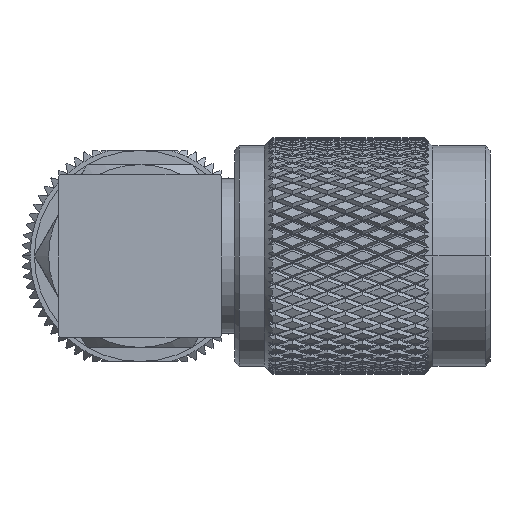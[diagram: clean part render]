
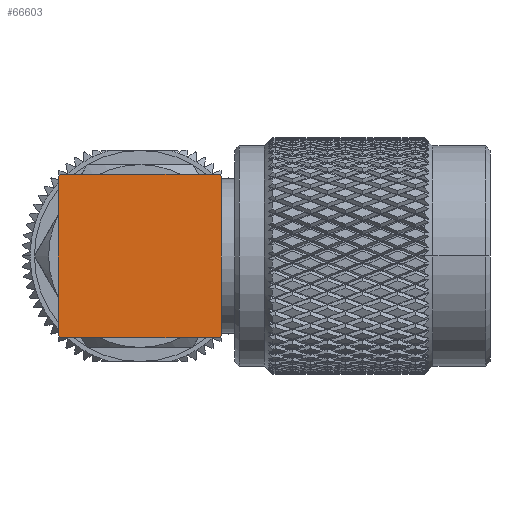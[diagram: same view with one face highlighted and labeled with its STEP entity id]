
A CAD part, left-side view. The second image highlights one B-rep face of the part: STEP entity #66603.
In plain terms, the highlighted face is planar.
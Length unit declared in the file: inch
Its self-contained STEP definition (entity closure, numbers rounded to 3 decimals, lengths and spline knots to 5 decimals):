
#716 = AXIS2_PLACEMENT_3D ( 'NONE', #6200, #87921, #15396 ) ;
#5264 = FACE_OUTER_BOUND ( 'NONE', #67073, .T. ) ;
#6200 = CARTESIAN_POINT ( 'NONE',  ( 1.035, 0.197, -0.189 ) ) ;
#6383 = CARTESIAN_POINT ( 'NONE',  ( 0.649, 0.197, 0.197 ) ) ;
#6745 = DIRECTION ( 'NONE',  ( 0., 0., -1. ) ) ;
#6888 = LINE ( 'NONE', #6383, #101456 ) ;
#8089 = VERTEX_POINT ( 'NONE', #103284 ) ;
#8993 = ORIENTED_EDGE ( 'NONE', *, *, #50281, .F. ) ;
#9662 = CARTESIAN_POINT ( 'NONE',  ( 0.657, 0.197, 0.189 ) ) ;
#9960 = VERTEX_POINT ( 'NONE', #117462 ) ;
#11421 = CIRCLE ( 'NONE', #118817, 0.008 ) ;
#15017 = CIRCLE ( 'NONE', #716, 0.008 ) ;
#15396 = DIRECTION ( 'NONE',  ( 0., 0., -1. ) ) ;
#18252 = VERTEX_POINT ( 'NONE', #38657 ) ;
#22246 = LINE ( 'NONE', #105252, #53902 ) ;
#25566 = CARTESIAN_POINT ( 'NONE',  ( 0.657, 0.197, -0.197 ) ) ;
#26548 = CARTESIAN_POINT ( 'NONE',  ( 1.043, 0.197, 0.189 ) ) ;
#26883 = DIRECTION ( 'NONE',  ( 0., 1., 0. ) ) ;
#29465 = EDGE_CURVE ( 'NONE', #43984, #9960, #118766, .T. ) ;
#29854 = CIRCLE ( 'NONE', #84439, 0.008 ) ;
#30369 = ORIENTED_EDGE ( 'NONE', *, *, #63188, .T. ) ;
#31351 = CARTESIAN_POINT ( 'NONE',  ( 0.649, 0.197, 0.197 ) ) ;
#33125 = DIRECTION ( 'NONE',  ( 1., 0., 0. ) ) ;
#33900 = ORIENTED_EDGE ( 'NONE', *, *, #29465, .T. ) ;
#38657 = CARTESIAN_POINT ( 'NONE',  ( 1.035, 0.197, 0.197 ) ) ;
#39563 = DIRECTION ( 'NONE',  ( 0., 1., 0. ) ) ;
#41919 = AXIS2_PLACEMENT_3D ( 'NONE', #31351, #59473, #97053 ) ;
#43984 = VERTEX_POINT ( 'NONE', #26548 ) ;
#46130 = ORIENTED_EDGE ( 'NONE', *, *, #99278, .F. ) ;
#49058 = DIRECTION ( 'NONE',  ( 0., 1., 0. ) ) ;
#50281 = EDGE_CURVE ( 'NONE', #84216, #79141, #22246, .T. ) ;
#51587 = EDGE_CURVE ( 'NONE', #71225, #18252, #100960, .T. ) ;
#53902 = VECTOR ( 'NONE', #33125, 39.37008 ) ;
#58000 = DIRECTION ( 'NONE',  ( 0., 0., -1. ) ) ;
#59301 = CARTESIAN_POINT ( 'NONE',  ( 1.035, 0.197, -0.197 ) ) ;
#59473 = DIRECTION ( 'NONE',  ( 0., -1., 0. ) ) ;
#62333 = CARTESIAN_POINT ( 'NONE',  ( 0.649, 0.197, 0.189 ) ) ;
#63188 = EDGE_CURVE ( 'NONE', #84216, #8089, #11421, .T. ) ;
#64956 = DIRECTION ( 'NONE',  ( 0., 0., -1. ) ) ;
#66603 = ADVANCED_FACE ( 'NONE', ( #5264 ), #77021, .F. ) ;
#67073 = EDGE_LOOP ( 'NONE', ( #79911, #104435, #33900, #93653, #8993, #30369, #46130, #105249 ) ) ;
#68242 = EDGE_CURVE ( 'NONE', #9960, #79141, #15017, .T. ) ;
#71225 = VERTEX_POINT ( 'NONE', #108806 ) ;
#75926 = CARTESIAN_POINT ( 'NONE',  ( 1.035, 0.197, 0.189 ) ) ;
#77021 = PLANE ( 'NONE',  #41919 ) ;
#78471 = DIRECTION ( 'NONE',  ( 0., 0., -1. ) ) ;
#79141 = VERTEX_POINT ( 'NONE', #59301 ) ;
#79911 = ORIENTED_EDGE ( 'NONE', *, *, #51587, .T. ) ;
#80026 = CARTESIAN_POINT ( 'NONE',  ( 1.043, 0.197, 0.197 ) ) ;
#80465 = AXIS2_PLACEMENT_3D ( 'NONE', #9662, #26883, #64956 ) ;
#81611 = VECTOR ( 'NONE', #6745, 39.37008 ) ;
#84216 = VERTEX_POINT ( 'NONE', #25566 ) ;
#84439 = AXIS2_PLACEMENT_3D ( 'NONE', #75926, #49058, #58000 ) ;
#86316 = VERTEX_POINT ( 'NONE', #62333 ) ;
#87921 = DIRECTION ( 'NONE',  ( 0., 1., 0. ) ) ;
#93653 = ORIENTED_EDGE ( 'NONE', *, *, #68242, .T. ) ;
#94317 = EDGE_CURVE ( 'NONE', #86316, #71225, #103291, .T. ) ;
#94468 = CARTESIAN_POINT ( 'NONE',  ( 0.657, 0.197, -0.189 ) ) ;
#95397 = VECTOR ( 'NONE', #118448, 39.37008 ) ;
#97053 = DIRECTION ( 'NONE',  ( 0., 0., -1. ) ) ;
#99278 = EDGE_CURVE ( 'NONE', #86316, #8089, #6888, .T. ) ;
#100094 = CARTESIAN_POINT ( 'NONE',  ( 0.649, 0.197, 0.197 ) ) ;
#100960 = LINE ( 'NONE', #100094, #95397 ) ;
#101456 = VECTOR ( 'NONE', #78471, 39.37008 ) ;
#103284 = CARTESIAN_POINT ( 'NONE',  ( 0.649, 0.197, -0.189 ) ) ;
#103291 = CIRCLE ( 'NONE', #80465, 0.008 ) ;
#103688 = DIRECTION ( 'NONE',  ( 0., 0., -1. ) ) ;
#104435 = ORIENTED_EDGE ( 'NONE', *, *, #114870, .T. ) ;
#105249 = ORIENTED_EDGE ( 'NONE', *, *, #94317, .T. ) ;
#105252 = CARTESIAN_POINT ( 'NONE',  ( 0.649, 0.197, -0.197 ) ) ;
#108806 = CARTESIAN_POINT ( 'NONE',  ( 0.657, 0.197, 0.197 ) ) ;
#114870 = EDGE_CURVE ( 'NONE', #18252, #43984, #29854, .T. ) ;
#117462 = CARTESIAN_POINT ( 'NONE',  ( 1.043, 0.197, -0.189 ) ) ;
#118448 = DIRECTION ( 'NONE',  ( 1., 0., 0. ) ) ;
#118766 = LINE ( 'NONE', #80026, #81611 ) ;
#118817 = AXIS2_PLACEMENT_3D ( 'NONE', #94468, #39563, #103688 ) ;
